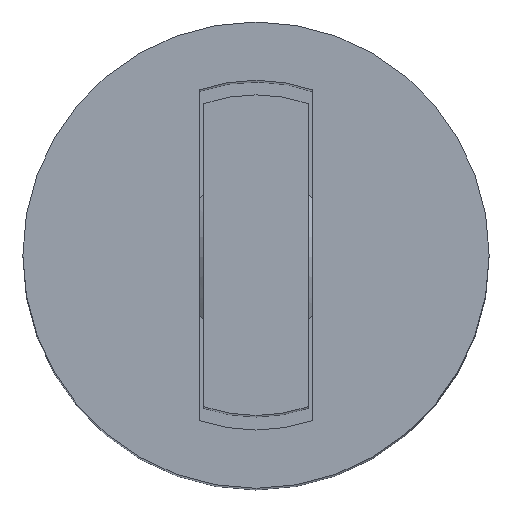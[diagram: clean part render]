
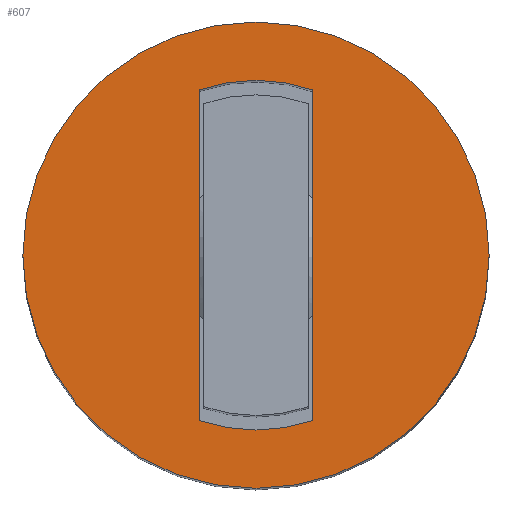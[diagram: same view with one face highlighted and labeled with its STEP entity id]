
A CAD part, top view. The second image highlights one B-rep face of the part: STEP entity #607.
In plain terms, the highlighted planar face has unit normal (0, 0, 1).
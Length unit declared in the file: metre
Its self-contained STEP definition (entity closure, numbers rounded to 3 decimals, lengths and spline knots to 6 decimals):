
#21=CIRCLE('',#674,0.0254);
#24=CIRCLE('',#679,0.01905);
#26=CIRCLE('',#681,0.01905);
#166=ORIENTED_EDGE('',*,*,#260,.F.);
#167=ORIENTED_EDGE('',*,*,#262,.T.);
#168=ORIENTED_EDGE('',*,*,#256,.F.);
#169=ORIENTED_EDGE('',*,*,#263,.T.);
#170=ORIENTED_EDGE('',*,*,#251,.T.);
#251=EDGE_CURVE('',#309,#309,#21,.T.);
#256=EDGE_CURVE('',#314,#315,#24,.T.);
#260=EDGE_CURVE('',#318,#312,#26,.T.);
#262=EDGE_CURVE('',#318,#315,#382,.T.);
#263=EDGE_CURVE('',#314,#312,#383,.T.);
#309=VERTEX_POINT('',#998);
#312=VERTEX_POINT('',#1005);
#314=VERTEX_POINT('',#1009);
#315=VERTEX_POINT('',#1011);
#318=VERTEX_POINT('',#1017);
#382=LINE('',#1022,#446);
#383=LINE('',#1023,#447);
#446=VECTOR('',#842,1.);
#447=VECTOR('',#843,1.);
#485=EDGE_LOOP('',(#166,#167,#168,#169));
#486=EDGE_LOOP('',(#170));
#533=FACE_BOUND('',#485,.T.);
#534=FACE_BOUND('',#486,.T.);
#571=PLANE('',#683);
#607=ADVANCED_FACE('',(#533,#534),#571,.T.);
#674=AXIS2_PLACEMENT_3D('',#997,#818,#819);
#679=AXIS2_PLACEMENT_3D('',#1010,#830,#831);
#681=AXIS2_PLACEMENT_3D('',#1018,#836,#837);
#683=AXIS2_PLACEMENT_3D('',#1021,#840,#841);
#818=DIRECTION('',(0.,0.,1.));
#819=DIRECTION('',(1.,0.,0.));
#830=DIRECTION('',(0.,0.,1.));
#831=DIRECTION('',(1.,0.,0.));
#836=DIRECTION('',(0.,0.,1.));
#837=DIRECTION('',(1.,0.,0.));
#840=DIRECTION('',(0.,0.,1.));
#841=DIRECTION('',(1.,0.,0.));
#842=DIRECTION('',(0.,-1.,0.));
#843=DIRECTION('',(0.,1.,0.));
#997=CARTESIAN_POINT('',(0.,0.,0.10795));
#998=CARTESIAN_POINT('',(0.0254,0.,0.10795));
#1005=CARTESIAN_POINT('',(-0.006196,0.018014,0.10795));
#1009=CARTESIAN_POINT('',(-0.006196,-0.018014,0.10795));
#1010=CARTESIAN_POINT('',(0.,0.,0.10795));
#1011=CARTESIAN_POINT('',(0.006196,-0.018014,0.10795));
#1017=CARTESIAN_POINT('',(0.006196,0.018014,0.10795));
#1018=CARTESIAN_POINT('',(0.,0.,0.10795));
#1021=CARTESIAN_POINT('',(0.,0.,0.10795));
#1022=CARTESIAN_POINT('',(0.006196,0.,0.10795));
#1023=CARTESIAN_POINT('',(-0.006196,0.,0.10795));
